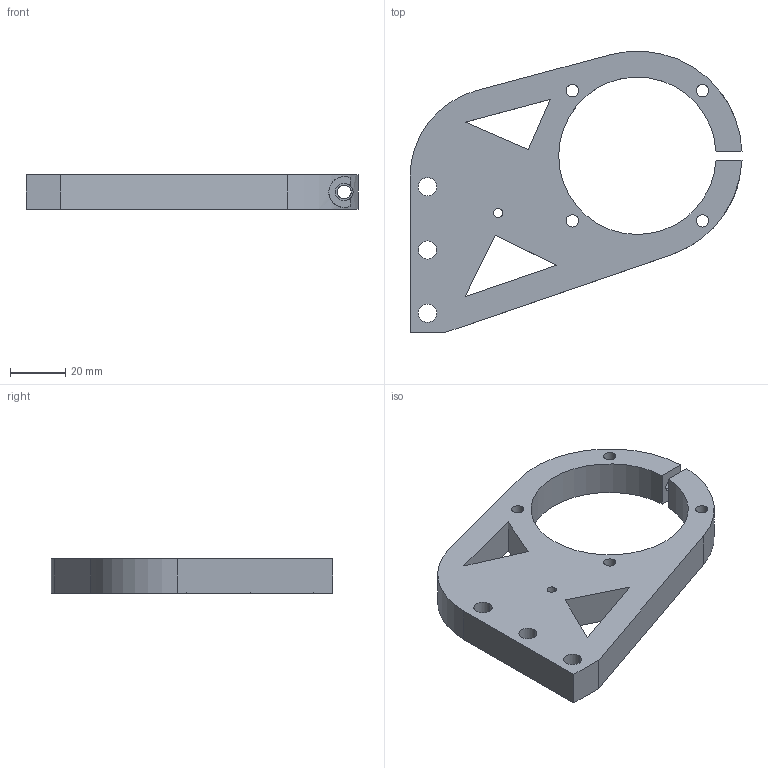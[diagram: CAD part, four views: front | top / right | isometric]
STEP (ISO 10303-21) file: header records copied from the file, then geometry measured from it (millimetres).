
FILE_DESCRIPTION (( 'STEP AP203' ), '1' );
FILE_NAME ('J2 Motor Support.STEP', '2020-09-09T02:46:51', ( '' ), ( '' ), 'SwSTEP 2.0', 'SolidWorks 2019', '' );
FILE_SCHEMA (( 'CONFIG_CONTROL_DESIGN' ));
Length unit declared in the file: millimetre
Products named in the file (1): J2 Motor Support
Bounding box: 120.54 x 102.12 x 12.7 mm (x, y, z)
Volume: 69876 mm3; surface area: 22446.5 mm2
Topology: 1 solids, 1 shells, 48 faces, 132 edges, 86 vertices
Faces by surface type: cylinder 27, plane 15, cone 6
Entity records: 1795 total; most frequent: CARTESIAN_POINT 405, DIRECTION 280, ORIENTED_EDGE 264, EDGE_CURVE 132, AXIS2_PLACEMENT_3D 105, VERTEX_POINT 86, EDGE_LOOP 72, LINE 70
